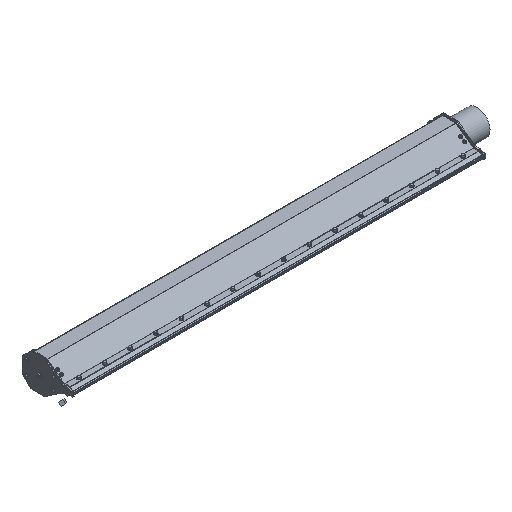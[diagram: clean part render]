
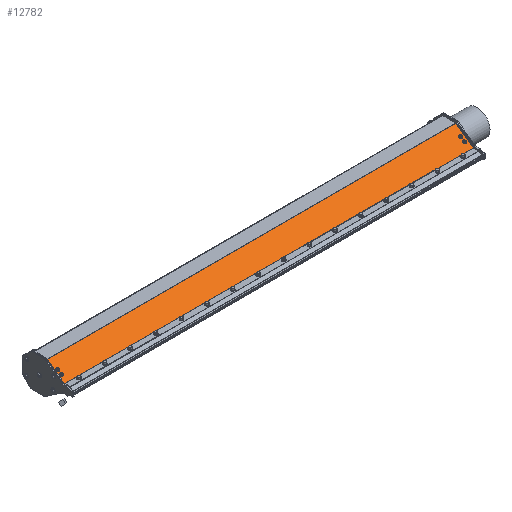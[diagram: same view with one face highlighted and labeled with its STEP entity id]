
A CAD part, isometric view. The second image highlights one B-rep face of the part: STEP entity #12782.
In plain terms, the highlighted planar face has unit normal (0, -0.586, 0.81).
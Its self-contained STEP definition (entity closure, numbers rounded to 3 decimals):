
#1007=FACE_BOUND('',#5486,.T.);
#1008=FACE_BOUND('',#5487,.T.);
#1009=FACE_BOUND('',#5488,.T.);
#1010=FACE_BOUND('',#5489,.T.);
#1597=LINE('',#68372,#2014);
#1602=LINE('',#68385,#2019);
#1603=LINE('',#68387,#2020);
#1604=LINE('',#68388,#2021);
#2014=VECTOR('',#17313,0.394);
#2019=VECTOR('',#17326,0.394);
#2020=VECTOR('',#17327,0.394);
#2021=VECTOR('',#17328,0.394);
#2491=PLANE('',#14259);
#3206=CIRCLE('',#14260,0.177);
#3207=CIRCLE('',#14261,0.177);
#3208=CIRCLE('',#14262,0.177);
#3209=CIRCLE('',#14263,0.177);
#4257=FACE_OUTER_BOUND('',#5485,.T.);
#5485=EDGE_LOOP('',(#11230,#11231,#11232,#11233));
#5486=EDGE_LOOP('',(#11234));
#5487=EDGE_LOOP('',(#11235));
#5488=EDGE_LOOP('',(#11236));
#5489=EDGE_LOOP('',(#11237));
#6822=VERTEX_POINT('',#68369);
#6823=VERTEX_POINT('',#68371);
#6827=VERTEX_POINT('',#68384);
#6828=VERTEX_POINT('',#68386);
#6829=VERTEX_POINT('',#68389);
#6830=VERTEX_POINT('',#68391);
#6831=VERTEX_POINT('',#68393);
#6832=VERTEX_POINT('',#68395);
#8368=EDGE_CURVE('',#6823,#6822,#1597,.T.);
#8375=EDGE_CURVE('',#6823,#6827,#1602,.T.);
#8376=EDGE_CURVE('',#6828,#6822,#1603,.T.);
#8377=EDGE_CURVE('',#6827,#6828,#1604,.T.);
#8378=EDGE_CURVE('',#6829,#6829,#3206,.T.);
#8379=EDGE_CURVE('',#6830,#6830,#3207,.T.);
#8380=EDGE_CURVE('',#6831,#6831,#3208,.T.);
#8381=EDGE_CURVE('',#6832,#6832,#3209,.T.);
#11230=ORIENTED_EDGE('',*,*,#8375,.F.);
#11231=ORIENTED_EDGE('',*,*,#8368,.T.);
#11232=ORIENTED_EDGE('',*,*,#8376,.F.);
#11233=ORIENTED_EDGE('',*,*,#8377,.F.);
#11234=ORIENTED_EDGE('',*,*,#8378,.F.);
#11235=ORIENTED_EDGE('',*,*,#8379,.F.);
#11236=ORIENTED_EDGE('',*,*,#8380,.F.);
#11237=ORIENTED_EDGE('',*,*,#8381,.F.);
#12782=ADVANCED_FACE('',(#4257,#1007,#1008,#1009,#1010),#2491,.T.);
#14259=AXIS2_PLACEMENT_3D('',#68383,#17324,#17325);
#14260=AXIS2_PLACEMENT_3D('',#68390,#17329,#17330);
#14261=AXIS2_PLACEMENT_3D('',#68392,#17331,#17332);
#14262=AXIS2_PLACEMENT_3D('',#68394,#17333,#17334);
#14263=AXIS2_PLACEMENT_3D('',#68396,#17335,#17336);
#17313=DIRECTION('',(0.,0.81,0.586));
#17324=DIRECTION('center_axis',(0.,-0.586,
0.81));
#17325=DIRECTION('ref_axis',(0.,0.81,0.586));
#17326=DIRECTION('',(-1.,0.,0.));
#17327=DIRECTION('',(1.,0.,0.));
#17328=DIRECTION('',(0.,0.81,0.586));
#17329=DIRECTION('center_axis',(0.,-0.586,
0.81));
#17330=DIRECTION('ref_axis',(0.952,0.247,0.179));
#17331=DIRECTION('center_axis',(0.,-0.586,
0.81));
#17332=DIRECTION('ref_axis',(-0.78,0.507,0.367));
#17333=DIRECTION('center_axis',(0.,-0.586,
0.81));
#17334=DIRECTION('ref_axis',(0.999,-0.031,-0.022));
#17335=DIRECTION('center_axis',(0.,-0.586,
0.81));
#17336=DIRECTION('ref_axis',(-0.993,0.095,0.069));
#68369=CARTESIAN_POINT('',(89.681,-0.58,1.72));
#68371=CARTESIAN_POINT('',(89.681,-2.606,0.255));
#68372=CARTESIAN_POINT('',(89.681,-2.614,0.25));
#68383=CARTESIAN_POINT('Origin',(89.681,-2.614,0.25));
#68384=CARTESIAN_POINT('',(41.681,-2.606,0.255));
#68385=CARTESIAN_POINT('',(89.681,-2.606,0.255));
#68386=CARTESIAN_POINT('',(41.681,-0.58,1.72));
#68387=CARTESIAN_POINT('',(89.681,-0.58,1.72));
#68388=CARTESIAN_POINT('',(41.681,-2.614,0.25));
#68389=CARTESIAN_POINT('',(89.137,-1.576,1.));
#68390=CARTESIAN_POINT('Origin',(89.306,-1.532,1.032));
#68391=CARTESIAN_POINT('',(42.194,-1.622,0.967));
#68392=CARTESIAN_POINT('Origin',(42.056,-1.532,1.032));
#68393=CARTESIAN_POINT('',(41.879,-1.958,0.724));
#68394=CARTESIAN_POINT('Origin',(42.056,-1.963,0.72));
#68395=CARTESIAN_POINT('',(89.482,-1.98,0.708));
#68396=CARTESIAN_POINT('Origin',(89.306,-1.963,0.72));
